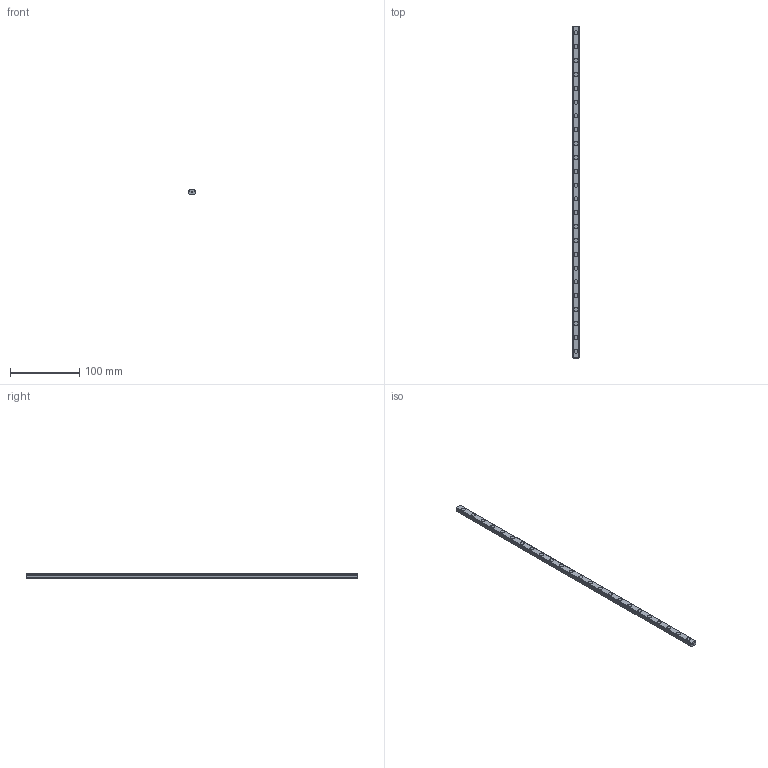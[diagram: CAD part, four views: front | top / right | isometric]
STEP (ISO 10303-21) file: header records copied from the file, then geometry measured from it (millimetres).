
FILE_DESCRIPTION(('STEP AP214'),'1');
FILE_NAME('cctmp_A33D2E1A-5BAD-47CA-AA93-09F09AF36F90_2021_02_18_14_46_28_0571..stp','2021-02-18T13:46:28',('HIWIN GmbH'),('CADClick - www.CADClick.com'),'Spatial InterOp 3D',' ','unknown authorization');
FILE_SCHEMA(('AUTOMOTIVE_DESIGN'));
Length unit declared in the file: millimetre
Products named in the file (1): MGNR09R480CM_FILE
Bounding box: 9 x 480 x 6.5 mm (x, y, z)
Volume: 23748.2 mm3; surface area: 19484.6 mm2
Topology: 1 solids, 1 shells, 311 faces, 699 edges, 466 vertices
Faces by surface type: cylinder 160, plane 151
Entity records: 11305 total; most frequent: DIRECTION 1643, CARTESIAN_POINT 1477, ORIENTED_EDGE 1398, EDGE_CURVE 699, AXIS2_PLACEMENT_3D 632, VERTEX_POINT 466, EDGE_LOOP 387, LINE 379
